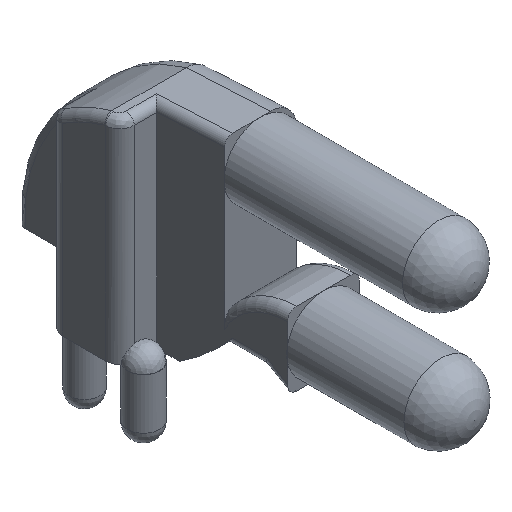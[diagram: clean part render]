
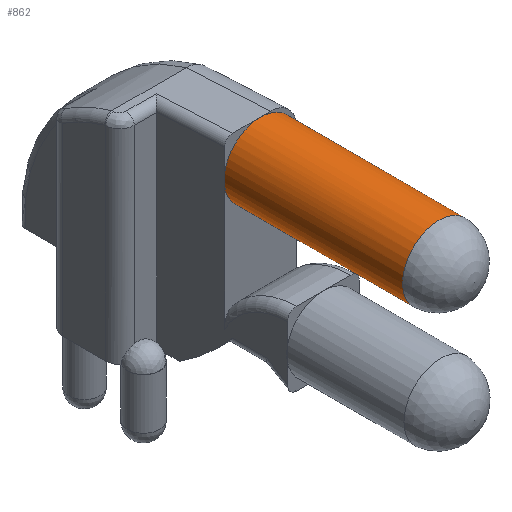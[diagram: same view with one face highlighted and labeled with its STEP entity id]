
A CAD part, isometric view. The second image highlights one B-rep face of the part: STEP entity #862.
In plain terms, the highlighted cylindrical face has radius 1.544 mm (diameter 3.087 mm), a full revolution.
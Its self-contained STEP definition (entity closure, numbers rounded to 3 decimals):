
#200=CYLINDRICAL_SURFACE('',#962,1.543);
#324=ORIENTED_EDGE('',*,*,#504,.T.);
#325=ORIENTED_EDGE('',*,*,#507,.T.);
#326=ORIENTED_EDGE('',*,*,#553,.T.);
#327=ORIENTED_EDGE('',*,*,#536,.T.);
#328=ORIENTED_EDGE('',*,*,#551,.T.);
#329=ORIENTED_EDGE('',*,*,#552,.F.);
#504=EDGE_CURVE('',#626,#629,#686,.T.);
#507=EDGE_CURVE('',#629,#598,#687,.T.);
#536=EDGE_CURVE('',#611,#653,#695,.T.);
#551=EDGE_CURVE('',#653,#626,#699,.T.);
#552=EDGE_CURVE('',#660,#660,#700,.T.);
#553=EDGE_CURVE('',#598,#611,#701,.T.);
#598=VERTEX_POINT('',#1300);
#611=VERTEX_POINT('',#1325);
#626=VERTEX_POINT('',#1363);
#629=VERTEX_POINT('',#1368);
#653=VERTEX_POINT('',#1454);
#660=VERTEX_POINT('',#1486);
#686=CIRCLE('',#934,1.543);
#687=CIRCLE('',#937,1.543);
#695=CIRCLE('',#951,1.543);
#699=CIRCLE('',#959,1.543);
#700=CIRCLE('',#961,1.543);
#701=CIRCLE('',#963,1.543);
#739=EDGE_LOOP('',(#324,#325,#326,#327,#328));
#740=EDGE_LOOP('',(#329));
#799=FACE_BOUND('',#739,.T.);
#800=FACE_BOUND('',#740,.T.);
#862=ADVANCED_FACE('',(#799,#800),#200,.T.);
#934=AXIS2_PLACEMENT_3D('',#1369,#1084,#1085);
#937=AXIS2_PLACEMENT_3D('',#1374,#1091,#1092);
#951=AXIS2_PLACEMENT_3D('',#1455,#1134,#1135);
#959=AXIS2_PLACEMENT_3D('',#1483,#1159,#1160);
#961=AXIS2_PLACEMENT_3D('',#1485,#1163,#1164);
#962=AXIS2_PLACEMENT_3D('',#1487,#1165,#1166);
#963=AXIS2_PLACEMENT_3D('',#1488,#1167,#1168);
#1084=DIRECTION('',(0.,-1.,0.));
#1085=DIRECTION('',(1.,0.,0.));
#1091=DIRECTION('',(0.,-1.,0.));
#1092=DIRECTION('',(1.,0.,0.));
#1134=DIRECTION('',(0.,-1.,0.));
#1135=DIRECTION('',(1.,0.,0.));
#1159=DIRECTION('',(0.,-1.,0.));
#1160=DIRECTION('',(1.,0.,0.));
#1163=DIRECTION('',(0.,-1.,0.));
#1164=DIRECTION('',(1.,0.,0.));
#1165=DIRECTION('',(0.,-1.,0.));
#1166=DIRECTION('',(1.,0.,0.));
#1167=DIRECTION('',(0.,-1.,0.));
#1168=DIRECTION('',(1.,0.,0.));
#1300=CARTESIAN_POINT('',(-1.525,-8.794,6.261));
#1325=CARTESIAN_POINT('',(-1.525,-8.794,5.785));
#1363=CARTESIAN_POINT('',(1.525,-8.794,6.261));
#1368=CARTESIAN_POINT('',(0.,-8.794,7.566));
#1369=CARTESIAN_POINT('',(0.,-8.794,6.023));
#1374=CARTESIAN_POINT('',(0.,-8.794,6.023));
#1454=CARTESIAN_POINT('',(1.525,-8.794,5.785));
#1455=CARTESIAN_POINT('',(0.,-8.794,6.023));
#1483=CARTESIAN_POINT('',(0.,-8.794,6.023));
#1485=CARTESIAN_POINT('',(0.,-16.365,6.023));
#1486=CARTESIAN_POINT('',(1.543,-16.365,6.023));
#1487=CARTESIAN_POINT('',(0.,-7.887,6.023));
#1488=CARTESIAN_POINT('',(0.,-8.794,6.023));
